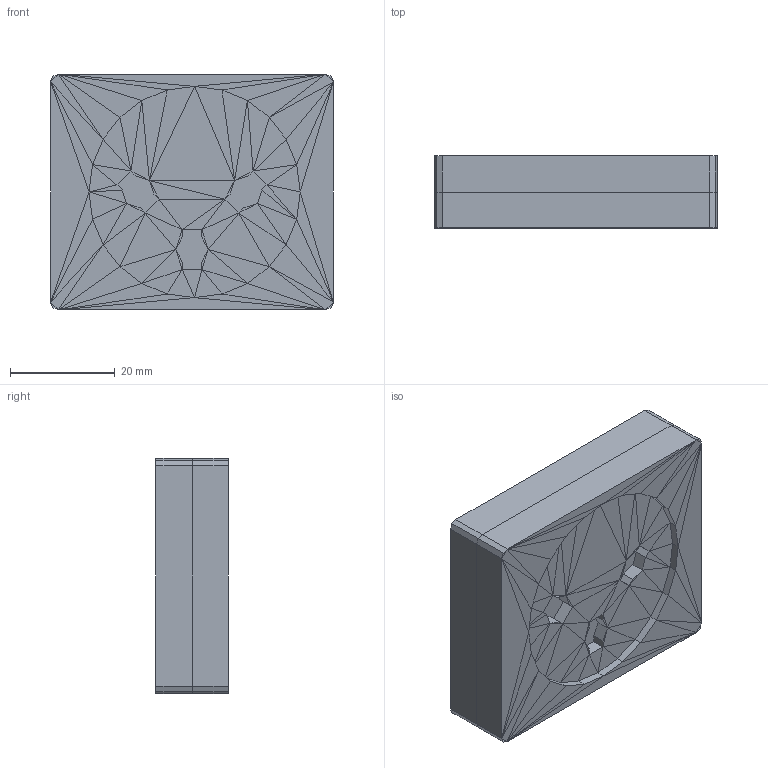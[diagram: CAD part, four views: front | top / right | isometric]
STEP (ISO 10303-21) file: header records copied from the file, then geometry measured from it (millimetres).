
FILE_DESCRIPTION(('FreeCAD Model'),'2;1');
FILE_NAME('GW20220.step' ,'2019-08-27T14:49:24',('Author'),(''), 'Open CASCADE STEP processor 7.2','FreeCAD','Unknown');
FILE_SCHEMA(('AUTOMOTIVE_DESIGN { 1 0 10303 214 1 1 1 1 }'));
Length unit declared in the file: millimetre
Products named in the file (1): DOMOTICS-SERIECIVILI-GEWISS-SYSTEM_ENERGIA-PRESE_ISRAELE:GW20220_-_
Presa_2P+T_16A_standard_Israeliano_bianco:126872
Bounding box: 54 x 13.81 x 45 mm (x, y, z)
Volume: 17107.1 mm3; surface area: 12763.5 mm2
Topology: 1 solids, 3 shells, 164 faces, 334 edges, 165 vertices
Faces by surface type: plane 164
Entity records: 8021 total; most frequent: CARTESIAN_POINT 1284, DIRECTION 1280, LINE 950, VECTOR 950, ORIENTED_EDGE 618, PCURVE 618, DEFINITIONAL_REPRESENTATION 618, EDGE_CURVE 334
